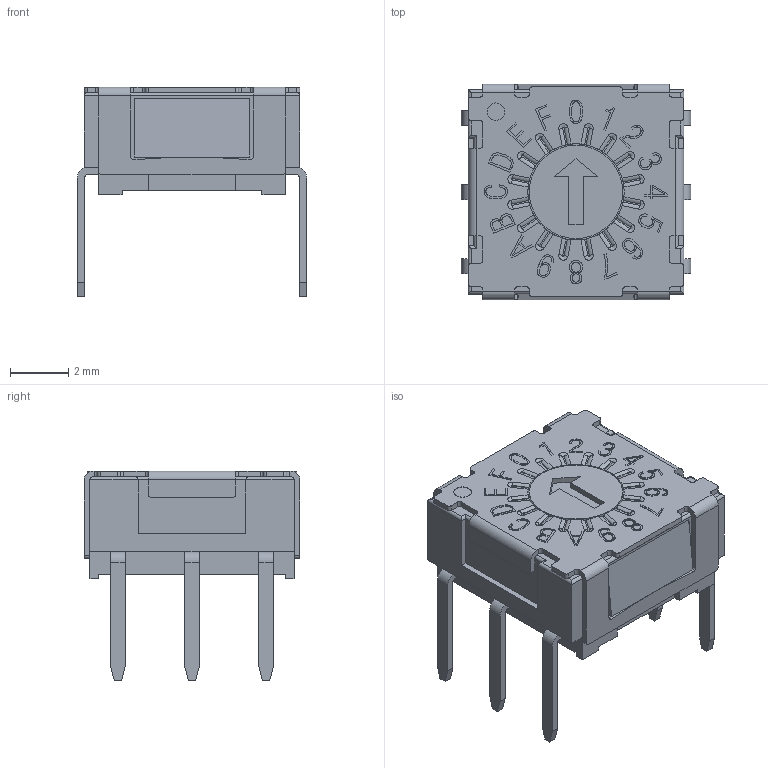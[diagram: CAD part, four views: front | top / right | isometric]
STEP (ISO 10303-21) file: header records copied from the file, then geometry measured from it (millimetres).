
FILE_DESCRIPTION( ( 'Unknown' ), '1' );
FILE_NAME( '42854732091x_16 Position.stp', 'Unknown', ( 'Unknown' ), ( 'Unknown' ), 'PSStep 13.0', 'Unknown', ' ' );
FILE_SCHEMA( ( 'AUTOMOTIVE_DESIGN { 1 0 10303 214 1 1 1 1 }' ) );
Length unit declared in the file: millimetre
Products named in the file (3): Assem1; base; cover
Bounding box: 7.87 x 7.4 x 7.2 mm (x, y, z)
Volume: 361.5 mm3; surface area: 929.2 mm2
Topology: 4 solids, 4 shells, 1038 faces, 2902 edges, 1926 vertices
Faces by surface type: plane 608, cylinder 302, extrusion 64, bspline 64
Full cylindrical faces by diameter (mm): 0.6 x2, 3.2 x2, 3.3 x2, 6.05 x2, 6.15 x2
Entity records: 21889 total; most frequent: CARTESIAN_POINT 4761, ORIENTED_EDGE 2878, DIRECTION 2431, EDGE_CURVE 1439, VERTEX_POINT 962, VECTOR 811, AXIS2_PLACEMENT_3D 810, LINE 779
